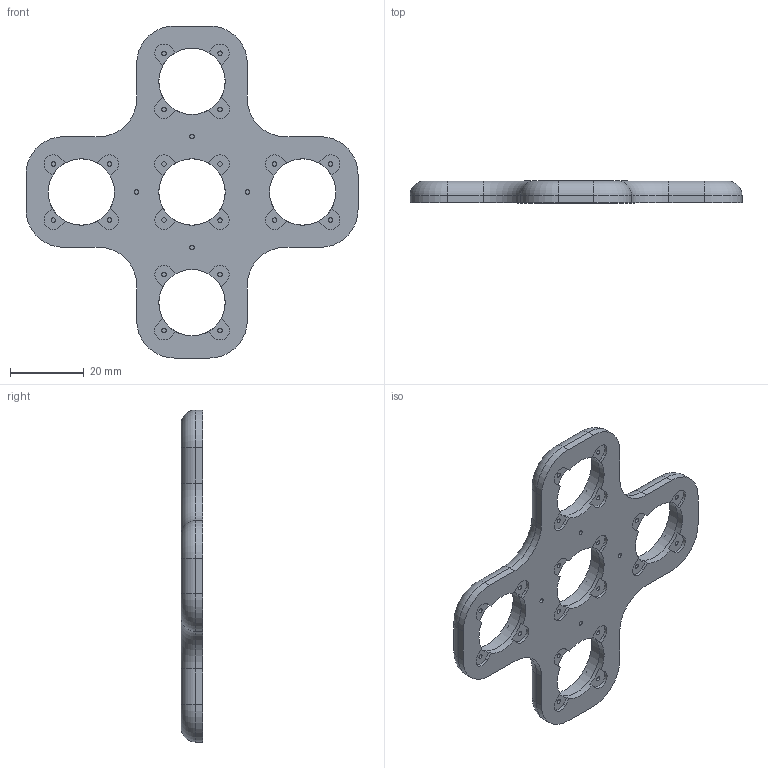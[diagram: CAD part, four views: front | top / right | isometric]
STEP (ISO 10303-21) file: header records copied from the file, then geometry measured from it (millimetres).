
FILE_DESCRIPTION(/* description */ ('','CAx-IF Rec.Pracs.---Representation and Presentation of Product Manufacturing Information (PMI)---4.0---2014-10-13'),/* implementation_level */ '2;1');
FILE_NAME(/* name */ 'holder.step',/* time_stamp */ '2024-11-29T17:15:30+01:00',/* author */ (''),/* organization */ (''),/* preprocessor_version */ 'ST-DEVELOPER v20',/* originating_system */ 'Autodesk Translation Framework v13.20.0.188',/* authorisation */ '');
FILE_SCHEMA (('AP242_MANAGED_MODEL_BASED_3D_ENGINEERING_MIM_LF { 1 0 10303 442 1 1 4 }'));
Length unit declared in the file: millimetre
Products named in the file (1): disk luancher
Bounding box: 90 x 5.9 x 90 mm (x, y, z)
Volume: 15796.2 mm3; surface area: 9862 mm2
Topology: 1 solids, 1 shells, 193 faces, 462 edges, 300 vertices
Faces by surface type: plane 103, cylinder 78, torus 12
Full cylindrical faces by diameter (mm): 1.2 x24, 18 x5, 20.1 x5
Entity records: 5701 total; most frequent: DIRECTION 1058, CARTESIAN_POINT 956, ORIENTED_EDGE 924, EDGE_CURVE 462, AXIS2_PLACEMENT_3D 402, VERTEX_POINT 300, LINE 254, VECTOR 254
